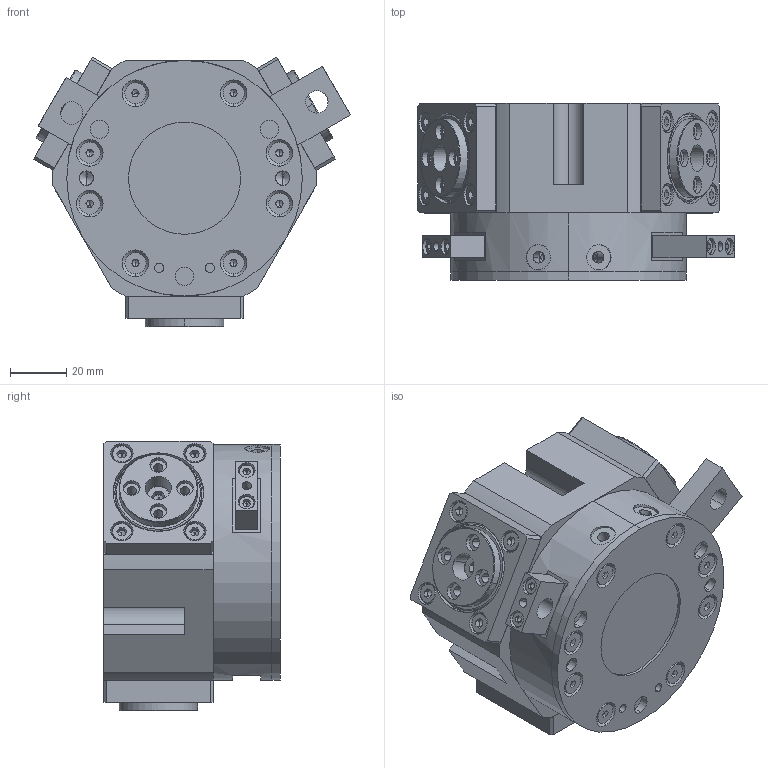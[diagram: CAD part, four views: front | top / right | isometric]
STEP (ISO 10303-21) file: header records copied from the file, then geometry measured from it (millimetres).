
FILE_DESCRIPTION (( 'STEP AP214' ), '1' );
FILE_NAME ('3PGS 080.STEP', '2012-03-06T01:48:39', ( 'xw4600' ), ( '' ), 'SwSTEP 2.0', 'SolidWorks 2010', '' );
FILE_SCHEMA (( 'AUTOMOTIVE_DESIGN' ));
Length unit declared in the file: millimetre
Products named in the file (15): 3PGS080-01_Default; 3PGS080-02_Default; 3PGS080-03_Default; 3PGS080-05_Default; 3PGS080-06_Default; 3PGS080-08_Default; 3PGS080-09_Default; 3PGS080-13_Default; 3PGS080-P05_Default; Socket Head Cap Screw_ISO 4762 M5 x 12 --- 12N; countersunk head screw_ISO 10642 - M4 x 12 --- 12N; Socket Head Cap Screw_ISO 4762 M4 x 16 --- 16N; Socket Head Cap Screw_ISO 4762 M3 x 25 --- 18N; countersunk head screw_ISO 10642 - M3 x 8 --- 8N; 3PGS 080
Assembly tree (57 placements, depth 2):
  3PGS 080
    countersunk head screw_ISO 10642 - M3 x 8 --- 8N  x13
    3PGS080-02_Default
    3PGS080-13_Default  x3
    Socket Head Cap Screw_ISO 4762 M4 x 16 --- 16N  x12
    3PGS080-03_Default
    3PGS080-05_Default  x3
    countersunk head screw_ISO 10642 - M4 x 12 --- 12N  x8
    3PGS080-08_Default
    3PGS080-P05_Default  x3
    Socket Head Cap Screw_ISO 4762 M5 x 12 --- 12N  x3
    3PGS080-06_Default  x3
    Socket Head Cap Screw_ISO 4762 M3 x 25 --- 18N  x4
    3PGS080-01_Default
    3PGS080-09_Default
Bounding box: 112.93 x 63 x 96.19 mm (x, y, z)
Volume: 308631.8 mm3; surface area: 130051.2 mm2
Topology: 57 solids, 57 shells, 2013 faces, 4744 edges, 2793 vertices
Faces by surface type: plane 877, cylinder 608, cone 388, torus 134, bspline 6
Entity records: 26136 total; most frequent: CARTESIAN_POINT 4817, DIRECTION 4386, ORIENTED_EDGE 3796, EDGE_CURVE 1898, AXIS2_PLACEMENT_3D 1693, VERTEX_POINT 1206, VECTOR 1000, LINE 1000
